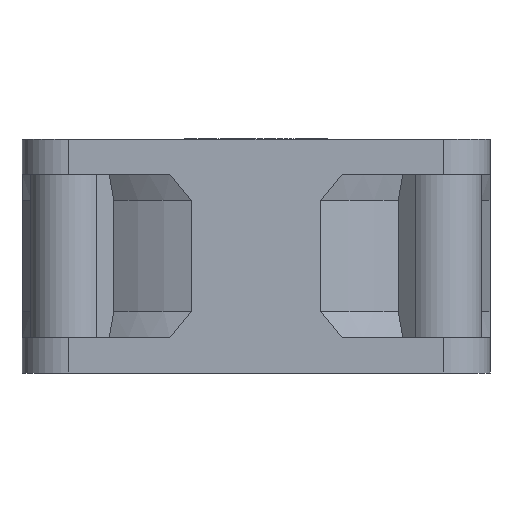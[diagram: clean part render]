
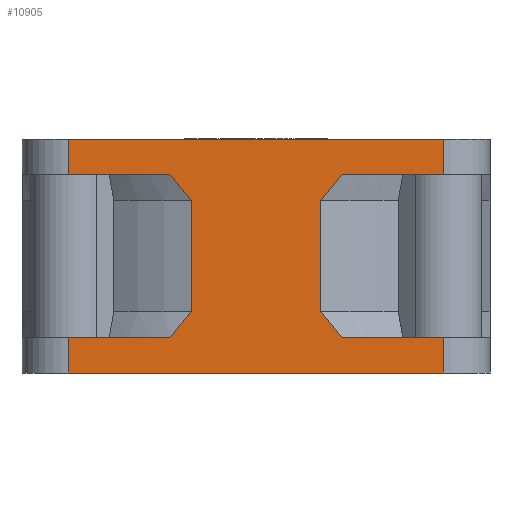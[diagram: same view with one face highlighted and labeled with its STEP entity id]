
A CAD part, front view. The second image highlights one B-rep face of the part: STEP entity #10905.
In plain terms, the highlighted planar face has unit normal (0, -1, 0).
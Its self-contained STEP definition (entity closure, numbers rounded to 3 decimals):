
#13=CARTESIAN_POINT('',(5.528,-20.,-5.246));
#14=CARTESIAN_POINT('',(5.73,-20.,-5.031));
#15=CARTESIAN_POINT('',(6.135,-20.,-4.578));
#16=CARTESIAN_POINT('',(6.746,-20.,-3.829));
#17=CARTESIAN_POINT('',(7.155,-20.,-3.284));
#18=CARTESIAN_POINT('',(7.361,-20.,-3.));
#25=DIRECTION('',(1.,0.,0.));
#26=VECTOR('',#25,8.639);
#27=CARTESIAN_POINT('',(7.361,-20.,-3.));
#28=LINE('',#27,#26);
#61=DIRECTION('',(1.,0.,0.));
#62=VECTOR('',#61,8.639);
#63=CARTESIAN_POINT('',(-16.,-20.,-17.));
#64=LINE('',#63,#62);
#65=CARTESIAN_POINT('',(-7.361,-20.,-17.));
#66=CARTESIAN_POINT('',(-7.157,-20.,-16.718));
#67=CARTESIAN_POINT('',(-6.75,-20.,-16.176));
#68=CARTESIAN_POINT('',(-6.139,-20.,-15.427));
#69=CARTESIAN_POINT('',(-5.732,-20.,-14.971));
#70=CARTESIAN_POINT('',(-5.528,-20.,-14.754));
#72=CARTESIAN_POINT('',(5.528,-20.,-14.754));
#73=CARTESIAN_POINT('',(5.732,-20.,-14.971));
#74=CARTESIAN_POINT('',(6.139,-20.,-15.427));
#75=CARTESIAN_POINT('',(6.749,-20.,-16.176));
#76=CARTESIAN_POINT('',(7.157,-20.,-16.718));
#77=CARTESIAN_POINT('',(7.361,-20.,-17.));
#79=DIRECTION('',(1.,0.,0.));
#80=VECTOR('',#79,8.639);
#81=CARTESIAN_POINT('',(7.361,-20.,-17.));
#82=LINE('',#81,#80);
#92=DIRECTION('',(1.,0.,0.));
#93=VECTOR('',#92,32.);
#94=CARTESIAN_POINT('',(-16.,-20.,-20.));
#95=LINE('',#94,#93);
#867=DIRECTION('',(-1.,0.,0.));
#868=VECTOR('',#867,32.);
#869=CARTESIAN_POINT('',(16.,-20.,0.));
#870=LINE('',#869,#868);
#3173=DIRECTION('',(0.,0.,1.));
#3174=VECTOR('',#3173,3.);
#3175=CARTESIAN_POINT('',(16.,-20.,-20.));
#3176=LINE('',#3175,#3174);
#3226=DIRECTION('',(0.,0.,1.));
#3227=VECTOR('',#3226,9.508);
#3228=CARTESIAN_POINT('',(5.528,-20.,-14.754));
#3229=LINE('',#3228,#3227);
#3281=DIRECTION('',(0.,0.,1.));
#3282=VECTOR('',#3281,3.);
#3283=CARTESIAN_POINT('',(16.,-20.,-3.));
#3284=LINE('',#3283,#3282);
#6866=DIRECTION('',(0.,0.,-1.));
#6867=VECTOR('',#6866,3.);
#6868=CARTESIAN_POINT('',(-16.,-20.,0.));
#6869=LINE('',#6868,#6867);
#6911=DIRECTION('',(1.,0.,0.));
#6912=VECTOR('',#6911,8.639);
#6913=CARTESIAN_POINT('',(-16.,-20.,-3.));
#6914=LINE('',#6913,#6912);
#6915=CARTESIAN_POINT('',(-7.361,-20.,-3.));
#6916=CARTESIAN_POINT('',(-7.156,-20.,-3.284));
#6917=CARTESIAN_POINT('',(-6.746,-20.,-3.828));
#6918=CARTESIAN_POINT('',(-6.135,-20.,-4.577));
#6919=CARTESIAN_POINT('',(-5.73,-20.,-5.031));
#6920=CARTESIAN_POINT('',(-5.528,-20.,-5.246));
#6934=DIRECTION('',(0.,0.,-1.));
#6935=VECTOR('',#6934,9.508);
#6936=CARTESIAN_POINT('',(-5.528,-20.,-5.246));
#6937=LINE('',#6936,#6935);
#6987=DIRECTION('',(0.,0.,-1.));
#6988=VECTOR('',#6987,3.);
#6989=CARTESIAN_POINT('',(-16.,-20.,-17.));
#6990=LINE('',#6989,#6988);
#8899=CARTESIAN_POINT('',(7.361,-20.,-3.));
#8901=VERTEX_POINT('',#8899);
#8903=CARTESIAN_POINT('',(5.528,-20.,-5.246));
#8904=VERTEX_POINT('',#8903);
#8905=CARTESIAN_POINT('',(16.,-20.,-3.));
#8906=VERTEX_POINT('',#8905);
#8919=CARTESIAN_POINT('',(-16.,-20.,-20.));
#8920=CARTESIAN_POINT('',(16.,-20.,-20.));
#8921=VERTEX_POINT('',#8919);
#8922=VERTEX_POINT('',#8920);
#8923=CARTESIAN_POINT('',(-16.,-20.,-17.));
#8924=VERTEX_POINT('',#8923);
#8925=CARTESIAN_POINT('',(-7.361,-20.,-17.));
#8926=VERTEX_POINT('',#8925);
#8927=VERTEX_POINT('',#70);
#8928=CARTESIAN_POINT('',(-5.528,-20.,-5.246));
#8929=VERTEX_POINT('',#8928);
#8930=VERTEX_POINT('',#6915);
#8931=CARTESIAN_POINT('',(-16.,-20.,-3.));
#8932=VERTEX_POINT('',#8931);
#8933=CARTESIAN_POINT('',(-16.,-20.,0.));
#8934=VERTEX_POINT('',#8933);
#8935=CARTESIAN_POINT('',(16.,-20.,0.));
#8936=VERTEX_POINT('',#8935);
#8937=CARTESIAN_POINT('',(5.528,-20.,-14.754));
#8938=VERTEX_POINT('',#8937);
#8939=VERTEX_POINT('',#77);
#8940=CARTESIAN_POINT('',(16.,-20.,-17.));
#8941=VERTEX_POINT('',#8940);
#10868=CARTESIAN_POINT('',(-16.,-20.,-20.));
#10869=DIRECTION('',(0.,1.,0.));
#10870=DIRECTION('',(1.,0.,0.));
#10871=AXIS2_PLACEMENT_3D('',#10868,#10869,#10870);
#10872=PLANE('',#10871);
#10874=ORIENTED_EDGE('',*,*,#10873,.F.);
#10876=ORIENTED_EDGE('',*,*,#10875,.F.);
#10878=ORIENTED_EDGE('',*,*,#10877,.T.);
#10880=ORIENTED_EDGE('',*,*,#10879,.T.);
#10882=ORIENTED_EDGE('',*,*,#10881,.F.);
#10884=ORIENTED_EDGE('',*,*,#10883,.F.);
#10886=ORIENTED_EDGE('',*,*,#10885,.F.);
#10888=ORIENTED_EDGE('',*,*,#10887,.F.);
#10890=ORIENTED_EDGE('',*,*,#10889,.F.);
#10892=ORIENTED_EDGE('',*,*,#10891,.F.);
#10893=ORIENTED_EDGE('',*,*,#10849,.F.);
#10894=ORIENTED_EDGE('',*,*,#10838,.F.);
#10896=ORIENTED_EDGE('',*,*,#10895,.F.);
#10898=ORIENTED_EDGE('',*,*,#10897,.T.);
#10900=ORIENTED_EDGE('',*,*,#10899,.T.);
#10902=ORIENTED_EDGE('',*,*,#10901,.F.);
#10903=EDGE_LOOP('',(#10874,#10876,#10878,#10880,#10882,#10884,#10886,#10888,
#10890,#10892,#10893,#10894,#10896,#10898,#10900,#10902));
#10904=FACE_OUTER_BOUND('',#10903,.F.);
#19=B_SPLINE_CURVE_WITH_KNOTS('',3,(#13,#14,#15,#16,#17,#18),.UNSPECIFIED.,.F.,
.F.,(4,1,1,4),(0.,0.333,0.667,1.),.UNSPECIFIED.);
#71=B_SPLINE_CURVE_WITH_KNOTS('',3,(#65,#66,#67,#68,#69,#70),.UNSPECIFIED.,.F.,
.F.,(4,1,1,4),(0.,0.333,0.667,1.),.UNSPECIFIED.);
#78=B_SPLINE_CURVE_WITH_KNOTS('',3,(#72,#73,#74,#75,#76,#77),.UNSPECIFIED.,.F.,
.F.,(4,1,1,4),(0.,0.333,0.667,1.),.UNSPECIFIED.);
#6921=B_SPLINE_CURVE_WITH_KNOTS('',3,(#6915,#6916,#6917,#6918,#6919,#6920),
.UNSPECIFIED.,.F.,.F.,(4,1,1,4),(0.,0.333,0.667,1.),
.UNSPECIFIED.);
#10838=EDGE_CURVE('',#8904,#8901,#19,.T.);
#10849=EDGE_CURVE('',#8901,#8906,#28,.T.);
#10873=EDGE_CURVE('',#8921,#8922,#95,.T.);
#10875=EDGE_CURVE('',#8924,#8921,#6990,.T.);
#10877=EDGE_CURVE('',#8924,#8926,#64,.T.);
#10879=EDGE_CURVE('',#8926,#8927,#71,.T.);
#10881=EDGE_CURVE('',#8929,#8927,#6937,.T.);
#10883=EDGE_CURVE('',#8930,#8929,#6921,.T.);
#10885=EDGE_CURVE('',#8932,#8930,#6914,.T.);
#10887=EDGE_CURVE('',#8934,#8932,#6869,.T.);
#10889=EDGE_CURVE('',#8936,#8934,#870,.T.);
#10891=EDGE_CURVE('',#8906,#8936,#3284,.T.);
#10895=EDGE_CURVE('',#8938,#8904,#3229,.T.);
#10897=EDGE_CURVE('',#8938,#8939,#78,.T.);
#10899=EDGE_CURVE('',#8939,#8941,#82,.T.);
#10901=EDGE_CURVE('',#8922,#8941,#3176,.T.);
#10905=ADVANCED_FACE('',(#10904),#10872,.F.);
